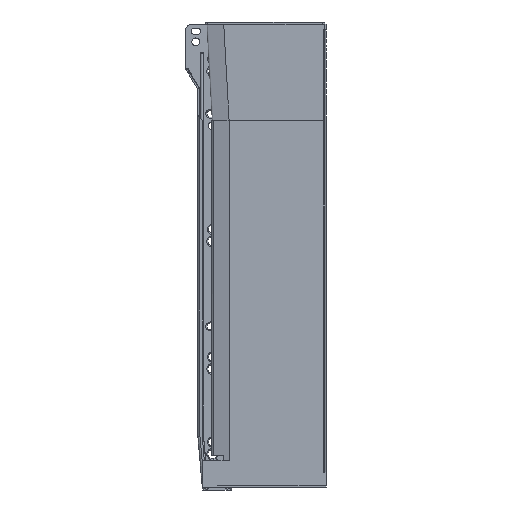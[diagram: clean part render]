
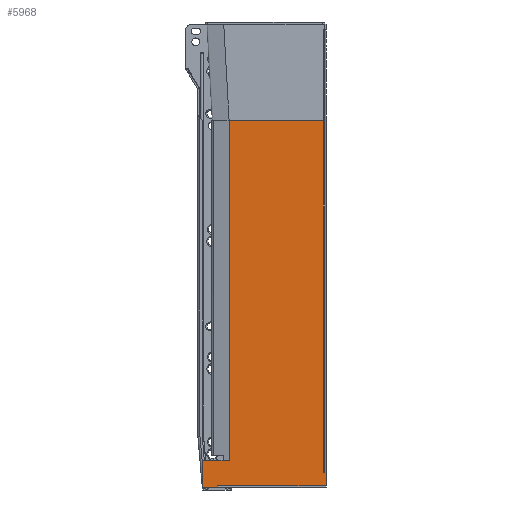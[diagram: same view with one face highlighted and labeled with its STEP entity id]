
A CAD part, left-side view. The second image highlights one B-rep face of the part: STEP entity #5968.
In plain terms, the highlighted planar face has unit normal (-1, 0, 0).
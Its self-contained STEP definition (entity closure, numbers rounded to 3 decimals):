
#25 = DIRECTION ( 'NONE',  ( 0., 0., -1. ) ) ;
#249 = CARTESIAN_POINT ( 'NONE',  ( -14.887, -0.837, -337. ) ) ;
#378 = LINE ( 'NONE', #4241, #9233 ) ;
#481 = VERTEX_POINT ( 'NONE', #4124 ) ;
#634 = VECTOR ( 'NONE', #2082, 1000. ) ;
#661 = ORIENTED_EDGE ( 'NONE', *, *, #6885, .T. ) ;
#739 = VECTOR ( 'NONE', #9066, 1000. ) ;
#960 = EDGE_CURVE ( 'NONE', #481, #4539, #9829, .T. ) ;
#1161 = ORIENTED_EDGE ( 'NONE', *, *, #3287, .T. ) ;
#1323 = CARTESIAN_POINT ( 'NONE',  ( -14.887, 90.645, -328. ) ) ;
#1433 = CARTESIAN_POINT ( 'NONE',  ( -14.887, 70.9, -348. ) ) ;
#1512 = VERTEX_POINT ( 'NONE', #4639 ) ;
#1586 = LINE ( 'NONE', #7871, #7745 ) ;
#1665 = EDGE_LOOP ( 'NONE', ( #5230, #7192, #661, #8025, #8956, #6062, #8755, #1161, #4463, #7067 ) ) ;
#1749 = VERTEX_POINT ( 'NONE', #249 ) ;
#2082 = DIRECTION ( 'NONE',  ( 0., -1., 0. ) ) ;
#2191 = DIRECTION ( 'NONE',  ( 0., 0., -1. ) ) ;
#2193 = VERTEX_POINT ( 'NONE', #5261 ) ;
#2291 = VERTEX_POINT ( 'NONE', #2408 ) ;
#2294 = VECTOR ( 'NONE', #7808, 1000. ) ;
#2304 = LINE ( 'NONE', #4546, #2294 ) ;
#2408 = CARTESIAN_POINT ( 'NONE',  ( -14.887, 70.9, -72. ) ) ;
#2514 = DIRECTION ( 'NONE',  ( 0., 1., 0. ) ) ;
#2524 = EDGE_CURVE ( 'NONE', #6339, #8203, #5926, .T. ) ;
#2708 = CARTESIAN_POINT ( 'NONE',  ( -14.887, -2.091, -346.9 ) ) ;
#3287 = EDGE_CURVE ( 'NONE', #4667, #7610, #10004, .T. ) ;
#3633 = DIRECTION ( 'NONE',  ( 0., -1., 0. ) ) ;
#3685 = CARTESIAN_POINT ( 'NONE',  ( -14.887, 70.9, -328. ) ) ;
#3898 = PLANE ( 'NONE',  #8370 ) ;
#4124 = CARTESIAN_POINT ( 'NONE',  ( -14.887, 79.5, -346.9 ) ) ;
#4136 = CARTESIAN_POINT ( 'NONE',  ( -14.887, 70.9, -348. ) ) ;
#4155 = VECTOR ( 'NONE', #4853, 1000. ) ;
#4241 = CARTESIAN_POINT ( 'NONE',  ( -14.887, -2.091, -346.9 ) ) ;
#4250 = VECTOR ( 'NONE', #2191, 1000. ) ;
#4294 = LINE ( 'NONE', #8905, #6113 ) ;
#4463 = ORIENTED_EDGE ( 'NONE', *, *, #7208, .T. ) ;
#4539 = VERTEX_POINT ( 'NONE', #8453 ) ;
#4546 = CARTESIAN_POINT ( 'NONE',  ( -14.887, -0.837, -72. ) ) ;
#4639 = CARTESIAN_POINT ( 'NONE',  ( -14.887, 70.9, -328. ) ) ;
#4667 = VERTEX_POINT ( 'NONE', #6443 ) ;
#4702 = EDGE_CURVE ( 'NONE', #1512, #2291, #5569, .T. ) ;
#4853 = DIRECTION ( 'NONE',  ( 0., 0., 1. ) ) ;
#5222 = LINE ( 'NONE', #3685, #634 ) ;
#5230 = ORIENTED_EDGE ( 'NONE', *, *, #7068, .F. ) ;
#5261 = CARTESIAN_POINT ( 'NONE',  ( -14.887, -0.837, -72. ) ) ;
#5524 = CARTESIAN_POINT ( 'NONE',  ( -14.887, -0.837, -348. ) ) ;
#5569 = LINE ( 'NONE', #4136, #4155 ) ;
#5573 = VECTOR ( 'NONE', #8382, 1000. ) ;
#5926 = LINE ( 'NONE', #9008, #739 ) ;
#5968 = ADVANCED_FACE ( 'NONE', ( #7777 ), #3898, .T. ) ;
#6062 = ORIENTED_EDGE ( 'NONE', *, *, #4702, .F. ) ;
#6113 = VECTOR ( 'NONE', #7368, 1000. ) ;
#6339 = VERTEX_POINT ( 'NONE', #9475 ) ;
#6443 = CARTESIAN_POINT ( 'NONE',  ( -14.887, 90.645, -328. ) ) ;
#6839 = LINE ( 'NONE', #1433, #9951 ) ;
#6885 = EDGE_CURVE ( 'NONE', #6339, #1749, #1586, .T. ) ;
#7007 = EDGE_CURVE ( 'NONE', #1749, #2193, #4294, .T. ) ;
#7009 = DIRECTION ( 'NONE',  ( -1., 0., 0. ) ) ;
#7067 = ORIENTED_EDGE ( 'NONE', *, *, #960, .F. ) ;
#7068 = EDGE_CURVE ( 'NONE', #8203, #481, #378, .T. ) ;
#7192 = ORIENTED_EDGE ( 'NONE', *, *, #2524, .F. ) ;
#7208 = EDGE_CURVE ( 'NONE', #7610, #4539, #6839, .T. ) ;
#7368 = DIRECTION ( 'NONE',  ( 0., 0., 1. ) ) ;
#7610 = VERTEX_POINT ( 'NONE', #8618 ) ;
#7745 = VECTOR ( 'NONE', #2514, 1000. ) ;
#7777 = FACE_OUTER_BOUND ( 'NONE', #1665, .T. ) ;
#7808 = DIRECTION ( 'NONE',  ( 0., 1., 0. ) ) ;
#7871 = CARTESIAN_POINT ( 'NONE',  ( -14.887, -378., -337. ) ) ;
#7888 = EDGE_CURVE ( 'NONE', #4667, #1512, #5222, .T. ) ;
#8025 = ORIENTED_EDGE ( 'NONE', *, *, #7007, .T. ) ;
#8203 = VERTEX_POINT ( 'NONE', #2708 ) ;
#8282 = CARTESIAN_POINT ( 'NONE',  ( -14.887, 79.5, -348. ) ) ;
#8370 = AXIS2_PLACEMENT_3D ( 'NONE', #5524, #7009, #25 ) ;
#8382 = DIRECTION ( 'NONE',  ( 0., 0., -1. ) ) ;
#8453 = CARTESIAN_POINT ( 'NONE',  ( -14.887, 79.5, -348. ) ) ;
#8618 = CARTESIAN_POINT ( 'NONE',  ( -14.887, 90.645, -348. ) ) ;
#8755 = ORIENTED_EDGE ( 'NONE', *, *, #7888, .F. ) ;
#8905 = CARTESIAN_POINT ( 'NONE',  ( -14.887, -0.837, -348. ) ) ;
#8956 = ORIENTED_EDGE ( 'NONE', *, *, #9670, .T. ) ;
#9008 = CARTESIAN_POINT ( 'NONE',  ( -14.887, -2.091, -348. ) ) ;
#9066 = DIRECTION ( 'NONE',  ( 0., 0., -1. ) ) ;
#9233 = VECTOR ( 'NONE', #9784, 1000. ) ;
#9475 = CARTESIAN_POINT ( 'NONE',  ( -14.887, -2.091, -337. ) ) ;
#9670 = EDGE_CURVE ( 'NONE', #2193, #2291, #2304, .T. ) ;
#9784 = DIRECTION ( 'NONE',  ( 0., 1., 0. ) ) ;
#9829 = LINE ( 'NONE', #8282, #5573 ) ;
#9951 = VECTOR ( 'NONE', #3633, 1000. ) ;
#10004 = LINE ( 'NONE', #1323, #4250 ) ;
